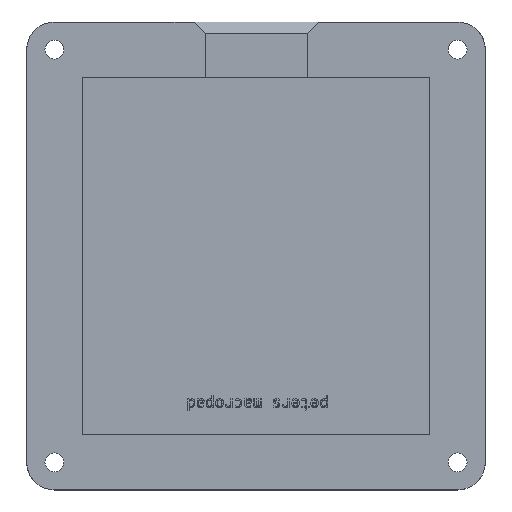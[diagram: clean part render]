
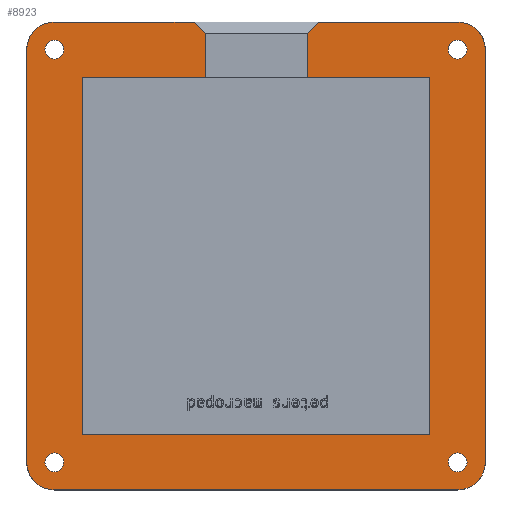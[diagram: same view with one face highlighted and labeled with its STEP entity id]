
A CAD part, top view. The second image highlights one B-rep face of the part: STEP entity #8923.
In plain terms, the highlighted planar face has unit normal (0, 0, 1).
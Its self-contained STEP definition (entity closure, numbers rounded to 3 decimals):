
#45=FACE_BOUND('',#2080,.T.);
#46=FACE_BOUND('',#2081,.T.);
#47=FACE_BOUND('',#2082,.T.);
#48=FACE_BOUND('',#2083,.T.);
#57=CIRCLE('',#8971,5.);
#58=CIRCLE('',#8974,5.);
#59=CIRCLE('',#9083,5.);
#60=CIRCLE('',#9084,5.);
#61=CIRCLE('',#9085,1.7);
#62=CIRCLE('',#9086,1.7);
#63=CIRCLE('',#9087,1.7);
#64=CIRCLE('',#9088,1.7);
#1572=FACE_OUTER_BOUND('',#2079,.T.);
#2079=EDGE_LOOP('',(#8226,#8227,#8228,#8229,#8230,#8231,#8232,#8233,#8234,
#8235,#8236,#8237,#8238,#8239,#8240,#8241,#8242,#8243));
#2080=EDGE_LOOP('',(#8244));
#2081=EDGE_LOOP('',(#8245));
#2082=EDGE_LOOP('',(#8246));
#2083=EDGE_LOOP('',(#8247));
#2111=LINE('',#10092,#2754);
#2115=LINE('',#10101,#2758);
#2120=LINE('',#10110,#2763);
#2124=LINE('',#10117,#2767);
#2145=LINE('',#10389,#2788);
#2149=LINE('',#10398,#2792);
#2152=LINE('',#10406,#2795);
#2729=LINE('',#18629,#3372);
#2730=LINE('',#18631,#3373);
#2731=LINE('',#18633,#3374);
#2732=LINE('',#18635,#3375);
#2733=LINE('',#18637,#3376);
#2734=LINE('',#18639,#3377);
#2735=LINE('',#18640,#3378);
#2754=VECTOR('',#9127,10.);
#2758=VECTOR('',#9133,10.);
#2763=VECTOR('',#9142,10.);
#2767=VECTOR('',#9146,10.);
#2788=VECTOR('',#9177,10.);
#2792=VECTOR('',#9187,10.);
#2795=VECTOR('',#9196,10.);
#3372=VECTOR('',#9991,10.);
#3373=VECTOR('',#9992,10.);
#3374=VECTOR('',#9993,10.);
#3375=VECTOR('',#9994,10.);
#3376=VECTOR('',#9995,10.);
#3377=VECTOR('',#9996,10.);
#3378=VECTOR('',#9997,10.);
#3397=VERTEX_POINT('',#10089);
#3398=VERTEX_POINT('',#10091);
#3401=VERTEX_POINT('',#10098);
#3402=VERTEX_POINT('',#10100);
#3404=VERTEX_POINT('',#10109);
#3407=VERTEX_POINT('',#10115);
#3430=VERTEX_POINT('',#10386);
#3431=VERTEX_POINT('',#10388);
#3432=VERTEX_POINT('',#10392);
#3433=VERTEX_POINT('',#10396);
#3434=VERTEX_POINT('',#10400);
#3435=VERTEX_POINT('',#10404);
#4272=VERTEX_POINT('',#18628);
#4273=VERTEX_POINT('',#18630);
#4274=VERTEX_POINT('',#18632);
#4275=VERTEX_POINT('',#18634);
#4276=VERTEX_POINT('',#18636);
#4277=VERTEX_POINT('',#18638);
#4278=VERTEX_POINT('',#18641);
#4279=VERTEX_POINT('',#18643);
#4280=VERTEX_POINT('',#18645);
#4281=VERTEX_POINT('',#18647);
#4293=EDGE_CURVE('',#3397,#3398,#2111,.T.);
#4297=EDGE_CURVE('',#3401,#3402,#2115,.T.);
#4302=EDGE_CURVE('',#3404,#3402,#2120,.T.);
#4306=EDGE_CURVE('',#3397,#3407,#2124,.T.);
#4343=EDGE_CURVE('',#3431,#3430,#2145,.T.);
#4346=EDGE_CURVE('',#3432,#3430,#57,.T.);
#4348=EDGE_CURVE('',#3432,#3433,#2149,.T.);
#4350=EDGE_CURVE('',#3434,#3433,#58,.T.);
#4352=EDGE_CURVE('',#3434,#3435,#2152,.T.);
#5603=EDGE_CURVE('',#3431,#3407,#59,.T.);
#5604=EDGE_CURVE('',#3404,#3435,#60,.T.);
#5605=EDGE_CURVE('',#3401,#4272,#2729,.T.);
#5606=EDGE_CURVE('',#4272,#4273,#2730,.T.);
#5607=EDGE_CURVE('',#4273,#4274,#2731,.T.);
#5608=EDGE_CURVE('',#4274,#4275,#2732,.T.);
#5609=EDGE_CURVE('',#4275,#4276,#2733,.T.);
#5610=EDGE_CURVE('',#4276,#4277,#2734,.T.);
#5611=EDGE_CURVE('',#4277,#3398,#2735,.T.);
#5612=EDGE_CURVE('',#4278,#4278,#61,.T.);
#5613=EDGE_CURVE('',#4279,#4279,#62,.T.);
#5614=EDGE_CURVE('',#4280,#4280,#63,.T.);
#5615=EDGE_CURVE('',#4281,#4281,#64,.T.);
#8226=ORIENTED_EDGE('',*,*,#4293,.F.);
#8227=ORIENTED_EDGE('',*,*,#4306,.T.);
#8228=ORIENTED_EDGE('',*,*,#5603,.F.);
#8229=ORIENTED_EDGE('',*,*,#4343,.T.);
#8230=ORIENTED_EDGE('',*,*,#4346,.F.);
#8231=ORIENTED_EDGE('',*,*,#4348,.T.);
#8232=ORIENTED_EDGE('',*,*,#4350,.F.);
#8233=ORIENTED_EDGE('',*,*,#4352,.T.);
#8234=ORIENTED_EDGE('',*,*,#5604,.F.);
#8235=ORIENTED_EDGE('',*,*,#4302,.T.);
#8236=ORIENTED_EDGE('',*,*,#4297,.F.);
#8237=ORIENTED_EDGE('',*,*,#5605,.T.);
#8238=ORIENTED_EDGE('',*,*,#5606,.T.);
#8239=ORIENTED_EDGE('',*,*,#5607,.T.);
#8240=ORIENTED_EDGE('',*,*,#5608,.T.);
#8241=ORIENTED_EDGE('',*,*,#5609,.T.);
#8242=ORIENTED_EDGE('',*,*,#5610,.T.);
#8243=ORIENTED_EDGE('',*,*,#5611,.T.);
#8244=ORIENTED_EDGE('',*,*,#5612,.T.);
#8245=ORIENTED_EDGE('',*,*,#5613,.T.);
#8246=ORIENTED_EDGE('',*,*,#5614,.T.);
#8247=ORIENTED_EDGE('',*,*,#5615,.T.);
#8452=PLANE('',#9082);
#8923=ADVANCED_FACE('',(#1572,#45,#46,#47,#48),#8452,.T.);
#8971=AXIS2_PLACEMENT_3D('',#10394,#9182,#9183);
#8974=AXIS2_PLACEMENT_3D('',#10402,#9191,#9192);
#9082=AXIS2_PLACEMENT_3D('',#18625,#9985,#9986);
#9083=AXIS2_PLACEMENT_3D('',#18626,#9987,#9988);
#9084=AXIS2_PLACEMENT_3D('',#18627,#9989,#9990);
#9085=AXIS2_PLACEMENT_3D('',#18642,#9998,#9999);
#9086=AXIS2_PLACEMENT_3D('',#18644,#10000,#10001);
#9087=AXIS2_PLACEMENT_3D('',#18646,#10002,#10003);
#9088=AXIS2_PLACEMENT_3D('',#18648,#10004,#10005);
#9127=DIRECTION('',(0.707,-0.707,0.));
#9133=DIRECTION('',(0.707,0.707,0.));
#9142=DIRECTION('',(-1.,0.,0.));
#9146=DIRECTION('',(-1.,0.,0.));
#9177=DIRECTION('',(0.,-1.,0.));
#9182=DIRECTION('center_axis',(0.,0.,-1.));
#9183=DIRECTION('ref_axis',(-0.707,-0.707,0.));
#9187=DIRECTION('',(1.,0.,0.));
#9191=DIRECTION('center_axis',(0.,0.,-1.));
#9192=DIRECTION('ref_axis',(0.707,-0.707,0.));
#9196=DIRECTION('',(0.,1.,0.));
#9985=DIRECTION('center_axis',(0.,0.,1.));
#9986=DIRECTION('ref_axis',(1.,0.,0.));
#9987=DIRECTION('center_axis',(0.,0.,-1.));
#9988=DIRECTION('ref_axis',(-0.707,0.707,0.));
#9989=DIRECTION('center_axis',(0.,0.,-1.));
#9990=DIRECTION('ref_axis',(0.707,0.707,0.));
#9991=DIRECTION('',(0.,-1.,0.));
#9992=DIRECTION('',(1.,0.,0.));
#9993=DIRECTION('',(0.,-1.,0.));
#9994=DIRECTION('',(-1.,0.,0.));
#9995=DIRECTION('',(0.,1.,0.));
#9996=DIRECTION('',(1.,0.,0.));
#9997=DIRECTION('',(0.,1.,0.));
#9998=DIRECTION('center_axis',(0.,0.,-1.));
#9999=DIRECTION('ref_axis',(1.,0.,0.));
#10000=DIRECTION('center_axis',(0.,0.,-1.));
#10001=DIRECTION('ref_axis',(1.,0.,0.));
#10002=DIRECTION('center_axis',(0.,0.,-1.));
#10003=DIRECTION('ref_axis',(1.,0.,0.));
#10004=DIRECTION('center_axis',(0.,0.,-1.));
#10005=DIRECTION('ref_axis',(1.,0.,0.));
#10089=CARTESIAN_POINT('',(-11.479,45.135,13.));
#10091=CARTESIAN_POINT('',(-9.479,43.135,13.));
#10092=CARTESIAN_POINT('',(-16.045,49.701,13.));
#10098=CARTESIAN_POINT('',(9.021,43.135,13.));
#10100=CARTESIAN_POINT('',(11.021,45.135,13.));
#10101=CARTESIAN_POINT('',(-2.67,31.444,13.));
#10109=CARTESIAN_POINT('',(36.171,45.135,13.));
#10110=CARTESIAN_POINT('',(41.171,45.135,13.));
#10115=CARTESIAN_POINT('',(-36.742,45.135,13.));
#10117=CARTESIAN_POINT('',(41.171,45.135,13.));
#10386=CARTESIAN_POINT('',(-41.742,-34.478,13.));
#10388=CARTESIAN_POINT('',(-41.742,40.135,13.));
#10389=CARTESIAN_POINT('',(-41.742,45.135,13.));
#10392=CARTESIAN_POINT('',(-36.742,-39.478,13.));
#10394=CARTESIAN_POINT('Origin',(-36.742,-34.478,13.));
#10396=CARTESIAN_POINT('',(36.171,-39.478,13.));
#10398=CARTESIAN_POINT('',(-41.742,-39.478,13.));
#10400=CARTESIAN_POINT('',(41.171,-34.478,13.));
#10402=CARTESIAN_POINT('Origin',(36.171,-34.478,13.));
#10404=CARTESIAN_POINT('',(41.171,40.135,13.));
#10406=CARTESIAN_POINT('',(41.171,-39.478,13.));
#18625=CARTESIAN_POINT('Origin',(-36.742,40.135,13.));
#18626=CARTESIAN_POINT('Origin',(-36.742,40.135,13.));
#18627=CARTESIAN_POINT('Origin',(36.171,40.135,13.));
#18628=CARTESIAN_POINT('',(9.021,35.135,13.));
#18629=CARTESIAN_POINT('',(9.021,42.635,13.));
#18630=CARTESIAN_POINT('',(31.171,35.135,13.));
#18631=CARTESIAN_POINT('',(-31.742,35.135,13.));
#18632=CARTESIAN_POINT('',(31.171,-29.478,13.));
#18633=CARTESIAN_POINT('',(31.171,35.135,13.));
#18634=CARTESIAN_POINT('',(-31.742,-29.478,13.));
#18635=CARTESIAN_POINT('',(31.171,-29.478,13.));
#18636=CARTESIAN_POINT('',(-31.742,35.135,13.));
#18637=CARTESIAN_POINT('',(-31.742,-29.478,13.));
#18638=CARTESIAN_POINT('',(-9.479,35.135,13.));
#18639=CARTESIAN_POINT('',(-31.742,35.135,13.));
#18640=CARTESIAN_POINT('',(-9.479,37.635,13.));
#18641=CARTESIAN_POINT('',(-38.442,40.135,13.));
#18642=CARTESIAN_POINT('Origin',(-36.742,40.135,13.));
#18643=CARTESIAN_POINT('',(34.471,-34.478,13.));
#18644=CARTESIAN_POINT('Origin',(36.171,-34.478,13.));
#18645=CARTESIAN_POINT('',(34.471,40.135,13.));
#18646=CARTESIAN_POINT('Origin',(36.171,40.135,13.));
#18647=CARTESIAN_POINT('',(-38.442,-34.478,13.));
#18648=CARTESIAN_POINT('Origin',(-36.742,-34.478,13.));
